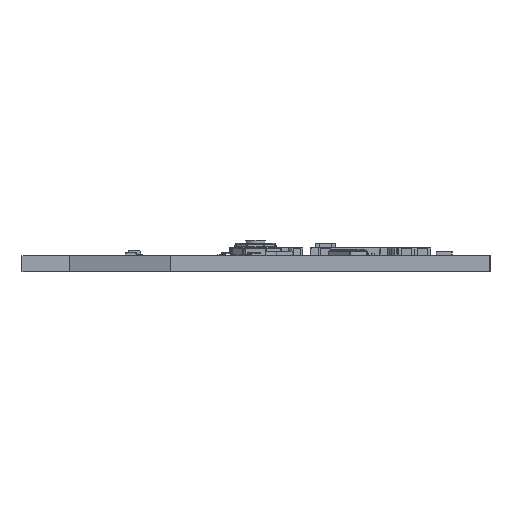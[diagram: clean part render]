
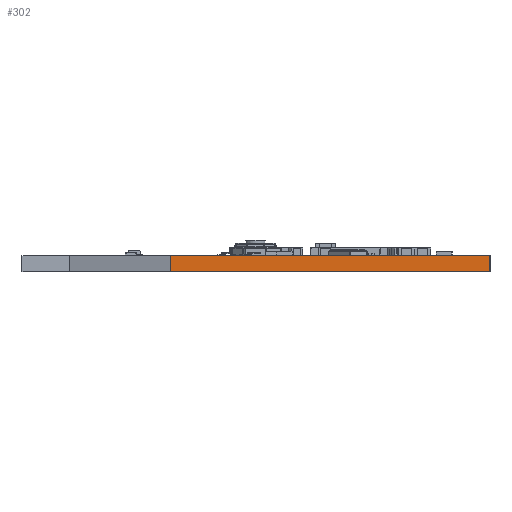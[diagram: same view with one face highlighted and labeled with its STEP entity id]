
A CAD part, left-side view. The second image highlights one B-rep face of the part: STEP entity #302.
In plain terms, the highlighted planar face has unit normal (-1, 0, 0).
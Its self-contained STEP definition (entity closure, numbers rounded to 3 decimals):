
#246 = VERTEX_POINT('',#247);
#247 = CARTESIAN_POINT('',(72.3,-95.,-1.6));
#253 = EDGE_CURVE('',#254,#246,#256,.T.);
#254 = VERTEX_POINT('',#255);
#255 = CARTESIAN_POINT('',(72.3,-95.,0.));
#256 = LINE('',#257,#258);
#257 = CARTESIAN_POINT('',(72.3,-95.,0.));
#258 = VECTOR('',#259,1.);
#259 = DIRECTION('',(0.,0.,-1.));
#302 = ADVANCED_FACE('',(#303),#328,.F.);
#303 = FACE_BOUND('',#304,.F.);
#304 = EDGE_LOOP('',(#305,#315,#321,#322));
#305 = ORIENTED_EDGE('',*,*,#306,.T.);
#306 = EDGE_CURVE('',#307,#309,#311,.T.);
#307 = VERTEX_POINT('',#308);
#308 = CARTESIAN_POINT('',(72.3,-126.9,0.));
#309 = VERTEX_POINT('',#310);
#310 = CARTESIAN_POINT('',(72.3,-126.9,-1.6));
#311 = LINE('',#312,#313);
#312 = CARTESIAN_POINT('',(72.3,-126.9,0.));
#313 = VECTOR('',#314,1.);
#314 = DIRECTION('',(0.,0.,-1.));
#315 = ORIENTED_EDGE('',*,*,#316,.T.);
#316 = EDGE_CURVE('',#309,#246,#317,.T.);
#317 = LINE('',#318,#319);
#318 = CARTESIAN_POINT('',(72.3,-126.9,-1.6));
#319 = VECTOR('',#320,1.);
#320 = DIRECTION('',(0.,1.,0.));
#321 = ORIENTED_EDGE('',*,*,#253,.F.);
#322 = ORIENTED_EDGE('',*,*,#323,.F.);
#323 = EDGE_CURVE('',#307,#254,#324,.T.);
#324 = LINE('',#325,#326);
#325 = CARTESIAN_POINT('',(72.3,-126.9,0.));
#326 = VECTOR('',#327,1.);
#327 = DIRECTION('',(0.,1.,0.));
#328 = PLANE('',#329);
#329 = AXIS2_PLACEMENT_3D('',#330,#331,#332);
#330 = CARTESIAN_POINT('',(72.3,-126.9,0.));
#331 = DIRECTION('',(1.,-0.,0.));
#332 = DIRECTION('',(0.,1.,0.));
